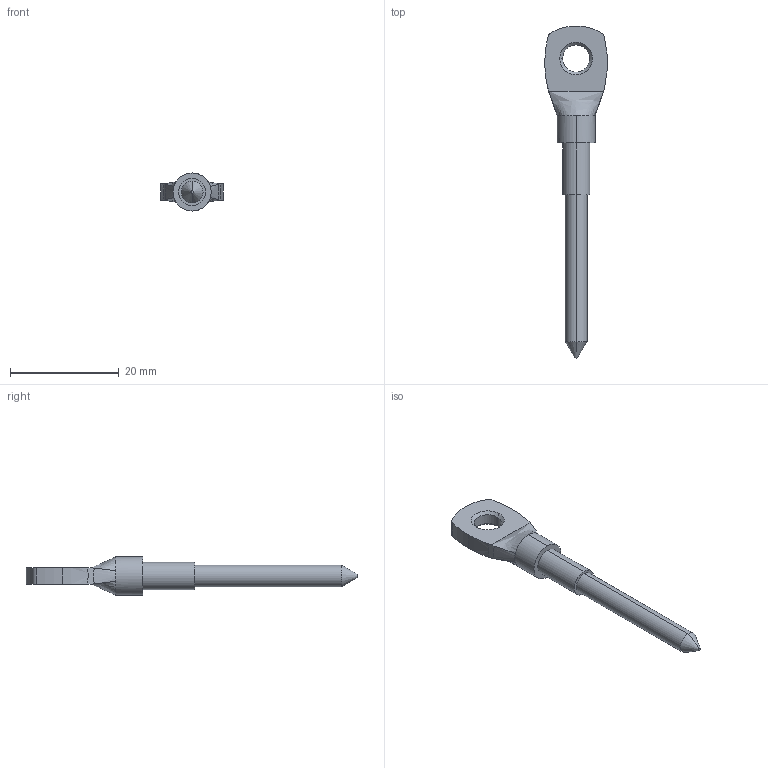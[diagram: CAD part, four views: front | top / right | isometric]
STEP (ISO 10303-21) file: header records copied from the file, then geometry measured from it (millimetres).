
FILE_DESCRIPTION (( 'STEP AP203' ), '1' );
FILE_NAME ('100055005.step', '2018-11-27T13:08:55', ( '' ), ( '' ), 'SwSTEP 2.0', 'SolidWorks 2015', '' );
FILE_SCHEMA (( 'CONFIG_CONTROL_DESIGN' ));
Length unit declared in the file: millimetre
Products named in the file (1): 100055005
Bounding box: 11.46 x 60.97 x 7 mm (x, y, z)
Volume: 1204.2 mm3; surface area: 1107.2 mm2
Topology: 1 solids, 1 shells, 260 faces, 689 edges, 450 vertices
Faces by surface type: bspline 123, plane 83, cylinder 48, cone 6
Entity records: 14386 total; most frequent: CARTESIAN_POINT 8683, ORIENTED_EDGE 1378, DIRECTION 799, EDGE_CURVE 689, VERTEX_POINT 450, VECTOR 307, LINE 307, EDGE_LOOP 281
